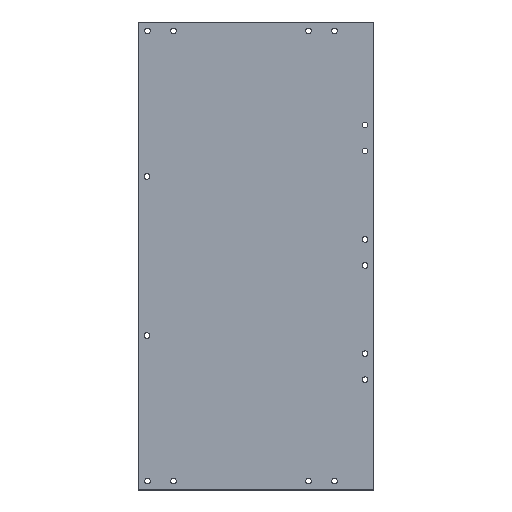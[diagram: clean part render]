
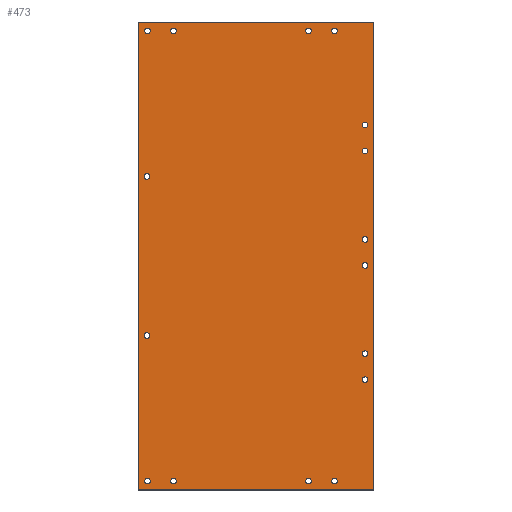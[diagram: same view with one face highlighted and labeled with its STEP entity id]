
A CAD part, top view. The second image highlights one B-rep face of the part: STEP entity #473.
In plain terms, the highlighted planar face has unit normal (0, 0, 1).
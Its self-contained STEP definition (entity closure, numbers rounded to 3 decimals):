
#15=FACE_BOUND('',#96,.T.);
#16=FACE_BOUND('',#97,.T.);
#17=FACE_BOUND('',#98,.T.);
#18=FACE_BOUND('',#99,.T.);
#19=FACE_BOUND('',#100,.T.);
#20=FACE_BOUND('',#101,.T.);
#21=FACE_BOUND('',#102,.T.);
#22=FACE_BOUND('',#103,.T.);
#23=FACE_BOUND('',#104,.T.);
#24=FACE_BOUND('',#105,.T.);
#25=FACE_BOUND('',#106,.T.);
#26=FACE_BOUND('',#107,.T.);
#27=FACE_BOUND('',#108,.T.);
#28=FACE_BOUND('',#109,.T.);
#29=FACE_BOUND('',#110,.T.);
#30=FACE_BOUND('',#111,.T.);
#51=PLANE('',#539);
#73=FACE_OUTER_BOUND('',#95,.T.);
#95=EDGE_LOOP('',(#397,#398,#399,#400));
#96=EDGE_LOOP('',(#401));
#97=EDGE_LOOP('',(#402));
#98=EDGE_LOOP('',(#403));
#99=EDGE_LOOP('',(#404));
#100=EDGE_LOOP('',(#405));
#101=EDGE_LOOP('',(#406));
#102=EDGE_LOOP('',(#407));
#103=EDGE_LOOP('',(#408));
#104=EDGE_LOOP('',(#409));
#105=EDGE_LOOP('',(#410));
#106=EDGE_LOOP('',(#411));
#107=EDGE_LOOP('',(#412));
#108=EDGE_LOOP('',(#413));
#109=EDGE_LOOP('',(#414));
#110=EDGE_LOOP('',(#415));
#111=EDGE_LOOP('',(#416));
#145=LINE('',#779,#173);
#149=LINE('',#787,#177);
#152=LINE('',#793,#180);
#155=LINE('',#798,#183);
#173=VECTOR('',#657,10.);
#177=VECTOR('',#663,10.);
#180=VECTOR('',#668,10.);
#183=VECTOR('',#673,10.);
#185=CIRCLE('',#488,2.3);
#187=CIRCLE('',#491,2.3);
#189=CIRCLE('',#494,2.3);
#191=CIRCLE('',#497,2.3);
#193=CIRCLE('',#500,2.3);
#195=CIRCLE('',#503,2.3);
#197=CIRCLE('',#506,2.3);
#199=CIRCLE('',#509,2.3);
#201=CIRCLE('',#512,2.3);
#203=CIRCLE('',#515,2.3);
#205=CIRCLE('',#518,2.3);
#207=CIRCLE('',#521,2.3);
#209=CIRCLE('',#524,2.3);
#211=CIRCLE('',#527,2.3);
#213=CIRCLE('',#530,2.3);
#215=CIRCLE('',#533,2.3);
#217=VERTEX_POINT('',#681);
#219=VERTEX_POINT('',#687);
#221=VERTEX_POINT('',#693);
#223=VERTEX_POINT('',#699);
#225=VERTEX_POINT('',#705);
#227=VERTEX_POINT('',#711);
#229=VERTEX_POINT('',#717);
#231=VERTEX_POINT('',#723);
#233=VERTEX_POINT('',#729);
#235=VERTEX_POINT('',#735);
#237=VERTEX_POINT('',#741);
#239=VERTEX_POINT('',#747);
#241=VERTEX_POINT('',#753);
#243=VERTEX_POINT('',#759);
#245=VERTEX_POINT('',#765);
#247=VERTEX_POINT('',#771);
#249=VERTEX_POINT('',#777);
#250=VERTEX_POINT('',#778);
#253=VERTEX_POINT('',#786);
#255=VERTEX_POINT('',#792);
#257=EDGE_CURVE('',#217,#217,#185,.T.);
#260=EDGE_CURVE('',#219,#219,#187,.T.);
#263=EDGE_CURVE('',#221,#221,#189,.T.);
#266=EDGE_CURVE('',#223,#223,#191,.T.);
#269=EDGE_CURVE('',#225,#225,#193,.T.);
#272=EDGE_CURVE('',#227,#227,#195,.T.);
#275=EDGE_CURVE('',#229,#229,#197,.T.);
#278=EDGE_CURVE('',#231,#231,#199,.T.);
#281=EDGE_CURVE('',#233,#233,#201,.T.);
#284=EDGE_CURVE('',#235,#235,#203,.T.);
#287=EDGE_CURVE('',#237,#237,#205,.T.);
#290=EDGE_CURVE('',#239,#239,#207,.T.);
#293=EDGE_CURVE('',#241,#241,#209,.T.);
#296=EDGE_CURVE('',#243,#243,#211,.T.);
#299=EDGE_CURVE('',#245,#245,#213,.T.);
#302=EDGE_CURVE('',#247,#247,#215,.T.);
#305=EDGE_CURVE('',#249,#250,#145,.T.);
#309=EDGE_CURVE('',#250,#253,#149,.T.);
#312=EDGE_CURVE('',#253,#255,#152,.T.);
#315=EDGE_CURVE('',#255,#249,#155,.T.);
#397=ORIENTED_EDGE('',*,*,#315,.T.);
#398=ORIENTED_EDGE('',*,*,#305,.T.);
#399=ORIENTED_EDGE('',*,*,#309,.T.);
#400=ORIENTED_EDGE('',*,*,#312,.T.);
#401=ORIENTED_EDGE('',*,*,#257,.T.);
#402=ORIENTED_EDGE('',*,*,#260,.T.);
#403=ORIENTED_EDGE('',*,*,#263,.T.);
#404=ORIENTED_EDGE('',*,*,#266,.T.);
#405=ORIENTED_EDGE('',*,*,#269,.T.);
#406=ORIENTED_EDGE('',*,*,#272,.T.);
#407=ORIENTED_EDGE('',*,*,#275,.T.);
#408=ORIENTED_EDGE('',*,*,#278,.T.);
#409=ORIENTED_EDGE('',*,*,#281,.T.);
#410=ORIENTED_EDGE('',*,*,#284,.T.);
#411=ORIENTED_EDGE('',*,*,#287,.T.);
#412=ORIENTED_EDGE('',*,*,#290,.T.);
#413=ORIENTED_EDGE('',*,*,#293,.T.);
#414=ORIENTED_EDGE('',*,*,#296,.T.);
#415=ORIENTED_EDGE('',*,*,#299,.T.);
#416=ORIENTED_EDGE('',*,*,#302,.T.);
#473=ADVANCED_FACE('',(#73,#15,#16,#17,#18,#19,#20,#21,#22,#23,#24,#25,
#26,#27,#28,#29,#30),#51,.T.);
#488=AXIS2_PLACEMENT_3D('',#682,#545,#546);
#491=AXIS2_PLACEMENT_3D('',#688,#552,#553);
#494=AXIS2_PLACEMENT_3D('',#694,#559,#560);
#497=AXIS2_PLACEMENT_3D('',#700,#566,#567);
#500=AXIS2_PLACEMENT_3D('',#706,#573,#574);
#503=AXIS2_PLACEMENT_3D('',#712,#580,#581);
#506=AXIS2_PLACEMENT_3D('',#718,#587,#588);
#509=AXIS2_PLACEMENT_3D('',#724,#594,#595);
#512=AXIS2_PLACEMENT_3D('',#730,#601,#602);
#515=AXIS2_PLACEMENT_3D('',#736,#608,#609);
#518=AXIS2_PLACEMENT_3D('',#742,#615,#616);
#521=AXIS2_PLACEMENT_3D('',#748,#622,#623);
#524=AXIS2_PLACEMENT_3D('',#754,#629,#630);
#527=AXIS2_PLACEMENT_3D('',#760,#636,#637);
#530=AXIS2_PLACEMENT_3D('',#766,#643,#644);
#533=AXIS2_PLACEMENT_3D('',#772,#650,#651);
#539=AXIS2_PLACEMENT_3D('',#800,#675,#676);
#545=DIRECTION('center_axis',(0.,0.,-1.));
#546=DIRECTION('ref_axis',(1.,0.,0.));
#552=DIRECTION('center_axis',(0.,0.,-1.));
#553=DIRECTION('ref_axis',(1.,0.,0.));
#559=DIRECTION('center_axis',(0.,0.,-1.));
#560=DIRECTION('ref_axis',(1.,0.,0.));
#566=DIRECTION('center_axis',(0.,0.,-1.));
#567=DIRECTION('ref_axis',(1.,0.,0.));
#573=DIRECTION('center_axis',(0.,0.,-1.));
#574=DIRECTION('ref_axis',(1.,0.,0.));
#580=DIRECTION('center_axis',(0.,0.,-1.));
#581=DIRECTION('ref_axis',(1.,0.,0.));
#587=DIRECTION('center_axis',(0.,0.,-1.));
#588=DIRECTION('ref_axis',(1.,0.,0.));
#594=DIRECTION('center_axis',(0.,0.,-1.));
#595=DIRECTION('ref_axis',(1.,0.,0.));
#601=DIRECTION('center_axis',(0.,0.,-1.));
#602=DIRECTION('ref_axis',(1.,0.,0.));
#608=DIRECTION('center_axis',(0.,0.,-1.));
#609=DIRECTION('ref_axis',(1.,0.,0.));
#615=DIRECTION('center_axis',(0.,0.,-1.));
#616=DIRECTION('ref_axis',(1.,0.,0.));
#622=DIRECTION('center_axis',(0.,0.,-1.));
#623=DIRECTION('ref_axis',(1.,0.,0.));
#629=DIRECTION('center_axis',(0.,0.,-1.));
#630=DIRECTION('ref_axis',(1.,0.,0.));
#636=DIRECTION('center_axis',(0.,0.,-1.));
#637=DIRECTION('ref_axis',(1.,0.,0.));
#643=DIRECTION('center_axis',(0.,0.,-1.));
#644=DIRECTION('ref_axis',(1.,0.,0.));
#650=DIRECTION('center_axis',(0.,0.,-1.));
#651=DIRECTION('ref_axis',(1.,0.,0.));
#657=DIRECTION('',(-1.,0.,0.));
#663=DIRECTION('',(0.,-1.,0.));
#668=DIRECTION('',(1.,0.,0.));
#673=DIRECTION('',(0.,1.,0.));
#675=DIRECTION('center_axis',(0.,0.,1.));
#676=DIRECTION('ref_axis',(1.,0.,0.));
#681=CARTESIAN_POINT('',(-548.65,-165.566,329.4));
#682=CARTESIAN_POINT('Origin',(-546.35,-165.566,329.4));
#687=CARTESIAN_POINT('',(-392.75,-61.873,329.4));
#688=CARTESIAN_POINT('Origin',(-390.45,-61.873,329.4));
#693=CARTESIAN_POINT('',(-392.75,124.252,329.4));
#694=CARTESIAN_POINT('Origin',(-390.45,124.252,329.4));
#699=CARTESIAN_POINT('',(-548.65,200.804,329.4));
#700=CARTESIAN_POINT('Origin',(-546.35,200.804,329.4));
#705=CARTESIAN_POINT('',(-570.35,82.381,329.4));
#706=CARTESIAN_POINT('Origin',(-568.05,82.381,329.4));
#711=CARTESIAN_POINT('',(-392.75,103.052,329.4));
#712=CARTESIAN_POINT('Origin',(-390.45,103.052,329.4));
#717=CARTESIAN_POINT('',(-392.75,-83.073,329.4));
#718=CARTESIAN_POINT('Origin',(-390.45,-83.073,329.4));
#723=CARTESIAN_POINT('',(-569.85,-165.566,329.4));
#724=CARTESIAN_POINT('Origin',(-567.55,-165.566,329.4));
#729=CARTESIAN_POINT('',(-438.85,-165.566,329.4));
#730=CARTESIAN_POINT('Origin',(-436.55,-165.566,329.4));
#735=CARTESIAN_POINT('',(-392.75,9.959,329.4));
#736=CARTESIAN_POINT('Origin',(-390.45,9.959,329.4));
#741=CARTESIAN_POINT('',(-438.85,200.804,329.4));
#742=CARTESIAN_POINT('Origin',(-436.55,200.804,329.4));
#747=CARTESIAN_POINT('',(-569.85,200.804,329.4));
#748=CARTESIAN_POINT('Origin',(-567.55,200.804,329.4));
#753=CARTESIAN_POINT('',(-417.65,200.804,329.4));
#754=CARTESIAN_POINT('Origin',(-415.35,200.804,329.4));
#759=CARTESIAN_POINT('',(-392.75,31.159,329.4));
#760=CARTESIAN_POINT('Origin',(-390.45,31.159,329.4));
#765=CARTESIAN_POINT('',(-417.65,-165.566,329.4));
#766=CARTESIAN_POINT('Origin',(-415.35,-165.566,329.4));
#771=CARTESIAN_POINT('',(-570.35,-47.143,329.4));
#772=CARTESIAN_POINT('Origin',(-568.05,-47.143,329.4));
#777=CARTESIAN_POINT('',(-383.25,208.004,329.4));
#778=CARTESIAN_POINT('',(-575.25,208.004,329.4));
#779=CARTESIAN_POINT('',(-383.25,208.004,329.4));
#786=CARTESIAN_POINT('',(-575.25,-172.766,329.4));
#787=CARTESIAN_POINT('',(-575.25,208.004,329.4));
#792=CARTESIAN_POINT('',(-383.25,-172.766,329.4));
#793=CARTESIAN_POINT('',(-575.25,-172.766,329.4));
#798=CARTESIAN_POINT('',(-383.25,-172.766,329.4));
#800=CARTESIAN_POINT('Origin',(-479.25,17.619,329.4));
